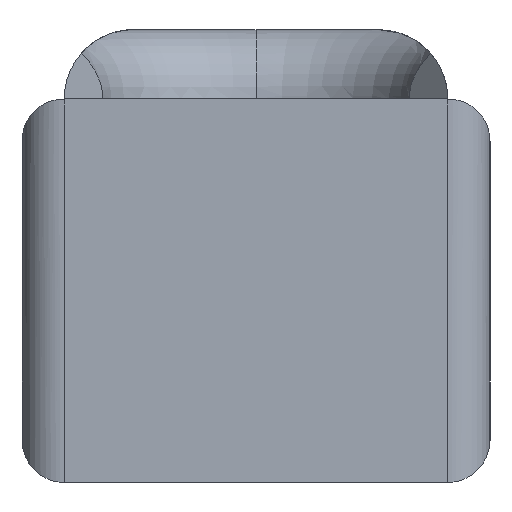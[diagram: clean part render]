
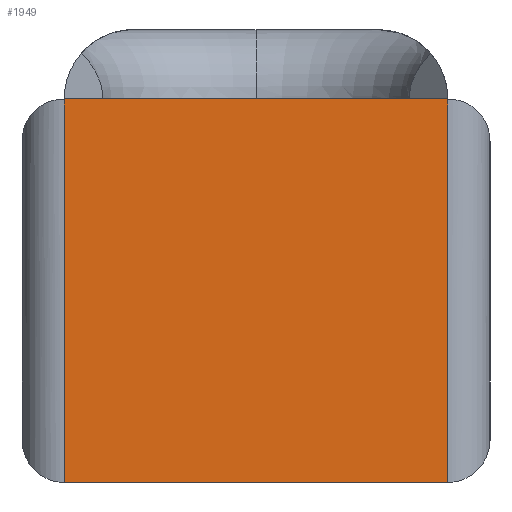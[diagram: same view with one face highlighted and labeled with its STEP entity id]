
A CAD part, left-side view. The second image highlights one B-rep face of the part: STEP entity #1949.
In plain terms, the highlighted planar face has unit normal (-1, 0, 0).
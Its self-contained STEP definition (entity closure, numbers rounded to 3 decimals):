
#27 = ORIENTED_EDGE ( 'NONE', *, *, #1623, .F. ) ;
#33 = ORIENTED_EDGE ( 'NONE', *, *, #943, .F. ) ;
#123 = CARTESIAN_POINT ( 'NONE',  ( -37.5, 6.35, 6.35 ) ) ;
#127 = CARTESIAN_POINT ( 'NONE',  ( -37.5, 6.35, 6.35 ) ) ;
#183 = VERTEX_POINT ( 'NONE', #1948 ) ;
#213 = CARTESIAN_POINT ( 'NONE',  ( -37.5, 6.35, -6.35 ) ) ;
#274 = DIRECTION ( 'NONE',  ( 0., 1., 0. ) ) ;
#311 = VECTOR ( 'NONE', #1053, 1000. ) ;
#372 = EDGE_CURVE ( 'NONE', #1224, #449, #1486, .T. ) ;
#449 = VERTEX_POINT ( 'NONE', #581 ) ;
#457 = VECTOR ( 'NONE', #1443, 1000. ) ;
#581 = CARTESIAN_POINT ( 'NONE',  ( -37.5, -6.35, -6.35 ) ) ;
#647 = CARTESIAN_POINT ( 'NONE',  ( -37.5, 6.35, -6.35 ) ) ;
#670 = EDGE_LOOP ( 'NONE', ( #1594, #33, #27, #1438 ) ) ;
#740 = CARTESIAN_POINT ( 'NONE',  ( -37.5, 6.35, 6.35 ) ) ;
#901 = PLANE ( 'NONE',  #1325 ) ;
#943 = EDGE_CURVE ( 'NONE', #183, #449, #1685, .T. ) ;
#994 = FACE_OUTER_BOUND ( 'NONE', #670, .T. ) ;
#998 = VECTOR ( 'NONE', #1517, 1000. ) ;
#1053 = DIRECTION ( 'NONE',  ( 0., -1., 0. ) ) ;
#1088 = VECTOR ( 'NONE', #1140, 1000. ) ;
#1090 = LINE ( 'NONE', #740, #311 ) ;
#1140 = DIRECTION ( 'NONE',  ( 0., -1., 0. ) ) ;
#1211 = DIRECTION ( 'NONE',  ( 1., 0., 0. ) ) ;
#1224 = VERTEX_POINT ( 'NONE', #647 ) ;
#1287 = CARTESIAN_POINT ( 'NONE',  ( -37.5, -6.35, 6.35 ) ) ;
#1325 = AXIS2_PLACEMENT_3D ( 'NONE', #123, #1211, #274 ) ;
#1438 = ORIENTED_EDGE ( 'NONE', *, *, #1485, .T. ) ;
#1443 = DIRECTION ( 'NONE',  ( 0., 0., -1. ) ) ;
#1464 = LINE ( 'NONE', #1650, #998 ) ;
#1485 = EDGE_CURVE ( 'NONE', #1737, #1224, #1464, .T. ) ;
#1486 = LINE ( 'NONE', #213, #1088 ) ;
#1517 = DIRECTION ( 'NONE',  ( 0., 0., -1. ) ) ;
#1594 = ORIENTED_EDGE ( 'NONE', *, *, #372, .T. ) ;
#1623 = EDGE_CURVE ( 'NONE', #1737, #183, #1090, .T. ) ;
#1650 = CARTESIAN_POINT ( 'NONE',  ( -37.5, 6.35, 6.35 ) ) ;
#1685 = LINE ( 'NONE', #1287, #457 ) ;
#1737 = VERTEX_POINT ( 'NONE', #127 ) ;
#1948 = CARTESIAN_POINT ( 'NONE',  ( -37.5, -6.35, 6.35 ) ) ;
#1949 = ADVANCED_FACE ( 'NONE', ( #994 ), #901, .F. ) ;
